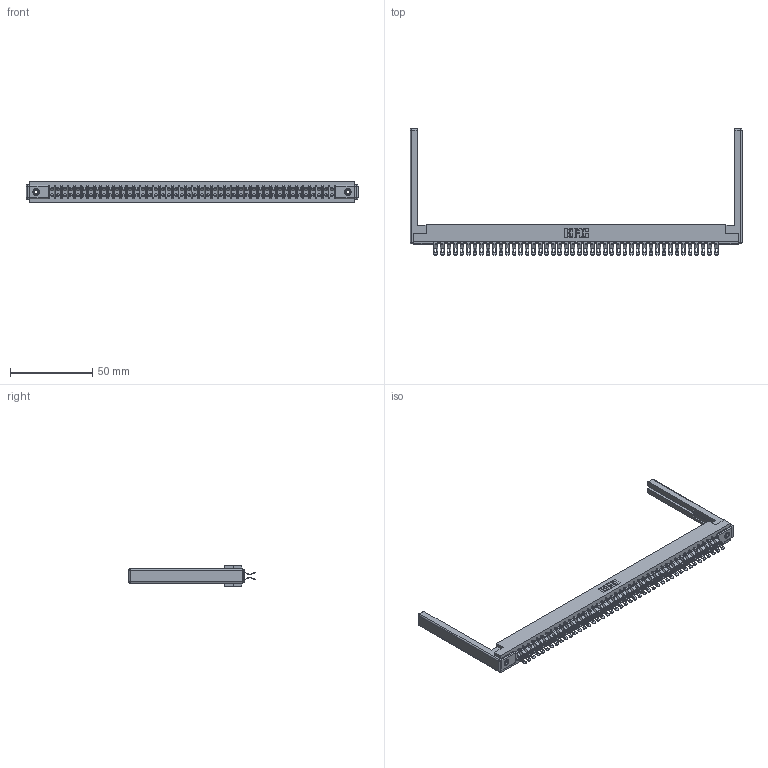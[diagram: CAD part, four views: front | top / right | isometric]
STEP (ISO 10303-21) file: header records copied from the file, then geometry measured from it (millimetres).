
FILE_DESCRIPTION (( 'STEP AP203' ), '1' );
FILE_NAME ('307-088-455-268.STEP', '2020-10-01T16:06:47', ( '' ), ( '' ), 'SwSTEP 2.0', 'SolidWorks 2020', '' );
FILE_SCHEMA (( 'CONFIG_CONTROL_DESIGN' ));
Length unit declared in the file: inch
Products named in the file (5): 307-220-068; 345-250-001_345-250-001-102; 307 Part_.156 Dia Mounting Holes; 307-088-455-268; 307-290-001_555
Assembly tree (93 placements, depth 2):
  307-088-455-268
    307 Part_.156 Dia Mounting Holes
    307-290-001_555  x88
    307-220-068  x2
    345-250-001_345-250-001-102  x2
Bounding box: 201.78 x 76.71 x 12.7 mm (x, y, z)
Volume: 26113.6 mm3; surface area: 32069.1 mm2
Topology: 93 solids, 93 shells, 5685 faces, 16641 edges, 10834 vertices
Faces by surface type: plane 3150, cylinder 2421, sphere 98, cone 12, torus 4
Entity records: 42178 total; most frequent: CARTESIAN_POINT 6881, ORIENTED_EDGE 6814, DIRECTION 6761, EDGE_CURVE 3407, VECTOR 2601, LINE 2601, VERTEX_POINT 2200, AXIS2_PLACEMENT_3D 2080
